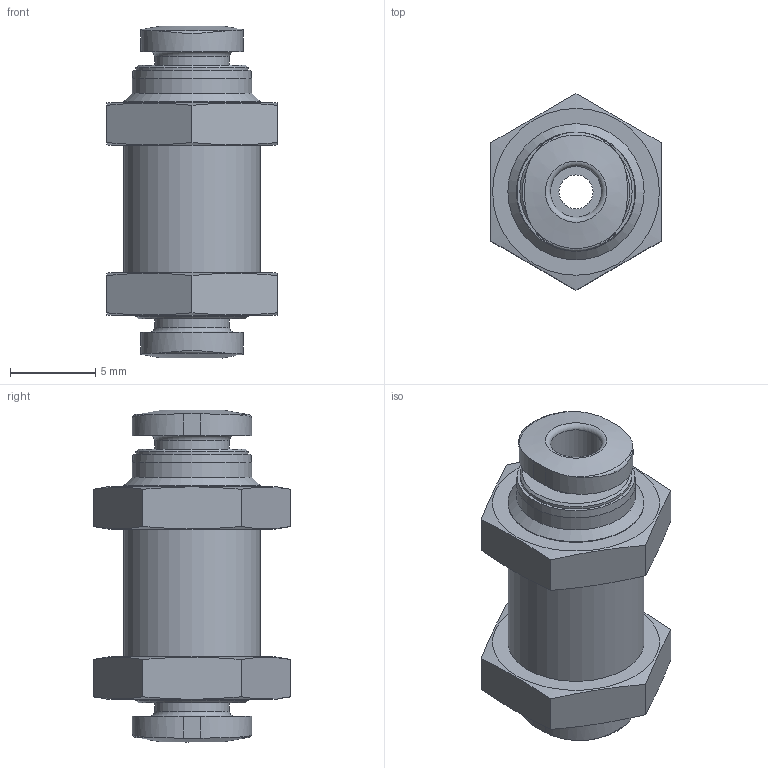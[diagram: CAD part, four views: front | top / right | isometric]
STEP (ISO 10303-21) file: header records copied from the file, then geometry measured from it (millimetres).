
FILE_DESCRIPTION(/* description */ ('STEP AP214'),/* implementation_level */ '2;1');
FILE_NAME(/* name */ '153375_QSMS-3',/* time_stamp */ '2024-09-13T02:56:56+02:00',/* author */ ('License CC BY-ND 4.0'),/* organization */ ('CADENAS'),/* preprocessor_version */ 'ST-DEVELOPER v19.3',/* originating_system */ 'PARTsolutions',/* authorisation */ ' ');
FILE_SCHEMA (('AUTOMOTIVE_DESIGN {1 0 10303 214 3 1 1}'));
Length unit declared in the file: millimetre
Products named in the file (3): 153375 QSMS-3; 153375 QSMS-3---(part); Flachmutter M8X0.75-2.5-10
Assembly tree (3 placements, depth 2):
  153375 QSMS-3
    153375 QSMS-3---(part)
    Flachmutter M8X0.75-2.5-10  x2
Bounding box: 10 x 11.55 x 19.5 mm (x, y, z)
Volume: 915 mm3; surface area: 1207.3 mm2
Topology: 3 solids, 3 shells, 67 faces, 154 edges, 99 vertices
Faces by surface type: plane 28, cone 16, cylinder 15, torus 8
Full cylindrical faces by diameter (mm): 2 x1, 3 x2, 4.4 x2, 6.6 x2, 7 x1, 7.188 x2, 8 x1
Entity records: 1741 total; most frequent: CARTESIAN_POINT 322, DIRECTION 216, ORIENTED_EDGE 182, AXIS2_PLACEMENT_3D 99, EDGE_CURVE 91, EDGE_LOOP 90, FACE_BOUND 90, VERTEX_POINT 73
